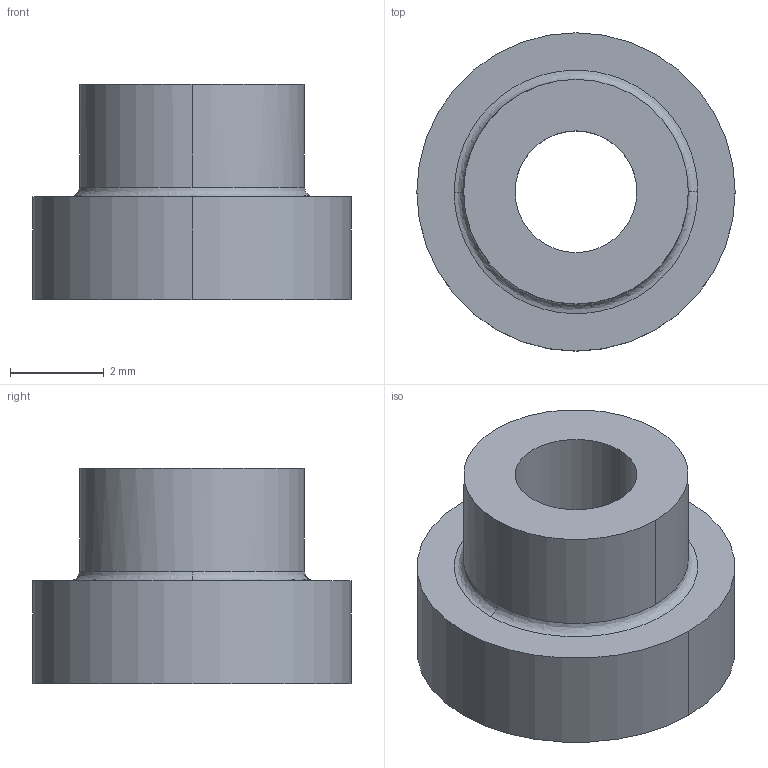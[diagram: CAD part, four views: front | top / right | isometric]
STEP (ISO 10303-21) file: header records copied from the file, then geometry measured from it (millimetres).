
FILE_DESCRIPTION (( 'STEP AP203' ), '1' );
FILE_NAME ('XL-XC-330.STEP', '2025-06-03T06:04:42', ( '' ), ( '' ), 'SwSTEP 2.0', 'SolidWorks 2024', '' );
FILE_SCHEMA (( 'CONFIG_CONTROL_DESIGN' ));
Length unit declared in the file: millimetre
Products named in the file (1): XL-XC-330
Bounding box: 6.8 x 6.8 x 4.6 mm (x, y, z)
Volume: 87.3 mm3; surface area: 177.3 mm2
Topology: 1 solids, 1 shells, 13 faces, 30 edges, 20 vertices
Faces by surface type: cylinder 6, plane 3, bspline 2, cone 2
Entity records: 565 total; most frequent: CARTESIAN_POINT 182, DIRECTION 68, ORIENTED_EDGE 60, AXIS2_PLACEMENT_3D 30, EDGE_CURVE 30, VERTEX_POINT 20, CIRCLE 18, EDGE_LOOP 16
